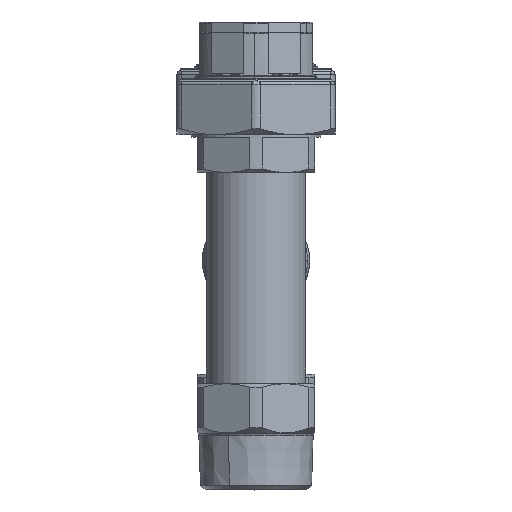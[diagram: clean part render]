
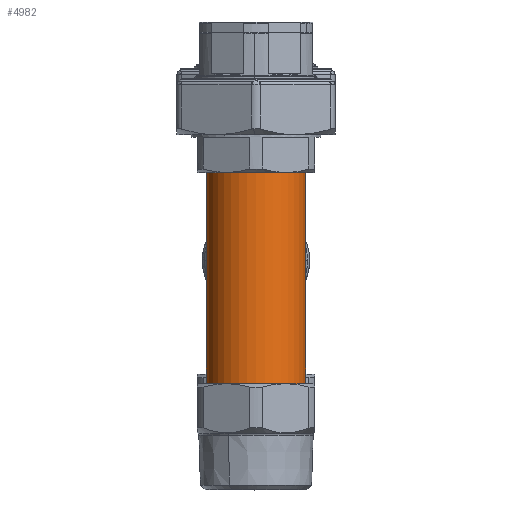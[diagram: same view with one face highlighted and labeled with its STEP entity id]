
A CAD part, top view. The second image highlights one B-rep face of the part: STEP entity #4982.
In plain terms, the highlighted cylindrical face has radius 21 mm (diameter 42 mm), a partial arc.
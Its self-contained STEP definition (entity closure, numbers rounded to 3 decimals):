
#4943=CARTESIAN_POINT('Axis2P3D Location',(0.,38.327,273.564)) ;
#4948=CARTESIAN_POINT('Axis2P3D Location',(0.,81.108,273.564)) ;
#4952=CARTESIAN_POINT('Vertex',(21.,81.108,273.564)) ;
#4954=CARTESIAN_POINT('Vertex',(-21.,81.108,273.564)) ;
#4957=CARTESIAN_POINT('Line Origine',(-21.,38.327,273.564)) ;
#4961=CARTESIAN_POINT('Vertex',(-21.,-9.56,273.564)) ;
#4964=CARTESIAN_POINT('Axis2P3D Location',(0.,-9.56,273.564)) ;
#4968=CARTESIAN_POINT('Vertex',(21.,-9.56,273.564)) ;
#4971=CARTESIAN_POINT('Line Origine',(21.,38.327,273.564)) ;
#4959=VECTOR('Line Direction',#4958,1.) ;
#4973=VECTOR('Line Direction',#4972,1.) ;
#4944=DIRECTION('Axis2P3D Direction',(0.,-1.,0.)) ;
#4945=DIRECTION('Axis2P3D XDirection',(1.,0.,0.)) ;
#4949=DIRECTION('Axis2P3D Direction',(0.,-1.,0.)) ;
#4958=DIRECTION('Vector Direction',(0.,-1.,0.)) ;
#4965=DIRECTION('Axis2P3D Direction',(0.,-1.,0.)) ;
#4972=DIRECTION('Vector Direction',(0.,-1.,0.)) ;
#4946=AXIS2_PLACEMENT_3D('Cylinder Axis2P3D',#4943,#4944,#4945) ;
#4950=AXIS2_PLACEMENT_3D('Circle Axis2P3D',#4948,#4949,$) ;
#4966=AXIS2_PLACEMENT_3D('Circle Axis2P3D',#4964,#4965,$) ;
#4960=LINE('Line',#4957,#4959) ;
#4974=LINE('Line',#4971,#4973) ;
#4951=CIRCLE('generated circle',#4950,21.) ;
#4967=CIRCLE('generated circle',#4966,21.) ;
#4947=CYLINDRICAL_SURFACE('generated cylinder',#4946,21.) ;
#4956=EDGE_CURVE('',#4953,#4955,#4951,.T.) ;
#4963=EDGE_CURVE('',#4955,#4962,#4960,.T.) ;
#4970=EDGE_CURVE('',#4969,#4962,#4967,.T.) ;
#4975=EDGE_CURVE('',#4953,#4969,#4974,.T.) ;
#4977=ORIENTED_EDGE('',*,*,#4956,.T.) ;
#4978=ORIENTED_EDGE('',*,*,#4963,.T.) ;
#4979=ORIENTED_EDGE('',*,*,#4970,.F.) ;
#4980=ORIENTED_EDGE('',*,*,#4975,.F.) ;
#4976=EDGE_LOOP('',(#4977,#4978,#4979,#4980)) ;
#4953=VERTEX_POINT('',#4952) ;
#4955=VERTEX_POINT('',#4954) ;
#4962=VERTEX_POINT('',#4961) ;
#4969=VERTEX_POINT('',#4968) ;
#4982=ADVANCED_FACE('PartBody',(#4981),#4947,.T.) ;
#4981=FACE_OUTER_BOUND('',#4976,.T.) ;
